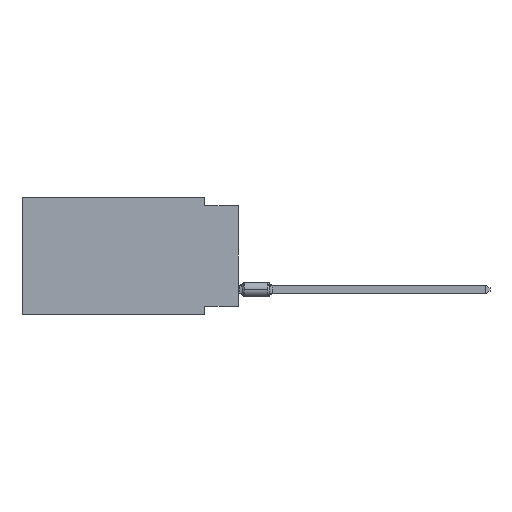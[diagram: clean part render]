
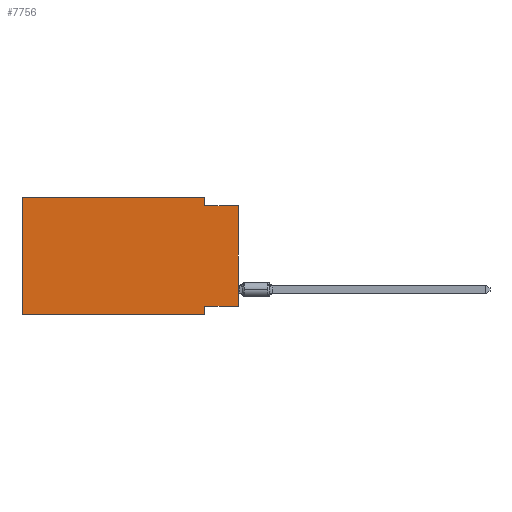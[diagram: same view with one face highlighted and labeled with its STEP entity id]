
A CAD part, left-side view. The second image highlights one B-rep face of the part: STEP entity #7756.
In plain terms, the highlighted planar face has unit normal (-1, 0, 0).
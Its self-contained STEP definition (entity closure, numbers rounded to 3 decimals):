
#220 = CARTESIAN_POINT ( 'NONE',  ( 0., 2.54, -8.89 ) ) ;
#224 = CARTESIAN_POINT ( 'NONE',  ( 0., 0., -0.635 ) ) ;
#475 = DIRECTION ( 'NONE',  ( 0., -1., 0. ) ) ;
#946 = PLANE ( 'NONE',  #2959 ) ;
#1955 = VERTEX_POINT ( 'NONE', #22089 ) ;
#2258 = DIRECTION ( 'NONE',  ( 0., 0., -1. ) ) ;
#2692 = DIRECTION ( 'NONE',  ( 0., 0., 1. ) ) ;
#2939 = LINE ( 'NONE', #12170, #10205 ) ;
#2959 = AXIS2_PLACEMENT_3D ( 'NONE', #28073, #3052, #12294 ) ;
#3052 = DIRECTION ( 'NONE',  ( 1., 0., 0. ) ) ;
#4803 = DIRECTION ( 'NONE',  ( 0., 0., 1. ) ) ;
#5028 = VERTEX_POINT ( 'NONE', #10136 ) ;
#5078 = ORIENTED_EDGE ( 'NONE', *, *, #29507, .F. ) ;
#5161 = LINE ( 'NONE', #28213, #10393 ) ;
#5487 = CARTESIAN_POINT ( 'NONE',  ( 0., 2.54, 0. ) ) ;
#7170 = VERTEX_POINT ( 'NONE', #220 ) ;
#7199 = VERTEX_POINT ( 'NONE', #15814 ) ;
#7385 = EDGE_CURVE ( 'NONE', #13703, #17151, #2939, .T. ) ;
#7503 = VECTOR ( 'NONE', #14818, 1000. ) ;
#7756 = ADVANCED_FACE ( 'NONE', ( #21553 ), #946, .F. ) ;
#9626 = EDGE_CURVE ( 'NONE', #5028, #1955, #20980, .T. ) ;
#10056 = VECTOR ( 'NONE', #2258, 1000. ) ;
#10075 = ORIENTED_EDGE ( 'NONE', *, *, #16259, .T. ) ;
#10087 = VECTOR ( 'NONE', #2692, 1000. ) ;
#10136 = CARTESIAN_POINT ( 'NONE',  ( 0., 2.54, -0.635 ) ) ;
#10205 = VECTOR ( 'NONE', #19302, 1000. ) ;
#10385 = ORIENTED_EDGE ( 'NONE', *, *, #11457, .T. ) ;
#10393 = VECTOR ( 'NONE', #475, 1000. ) ;
#10976 = ORIENTED_EDGE ( 'NONE', *, *, #7385, .F. ) ;
#11457 = EDGE_CURVE ( 'NONE', #7199, #7170, #5161, .T. ) ;
#11751 = LINE ( 'NONE', #29527, #11836 ) ;
#11836 = VECTOR ( 'NONE', #13439, 1000. ) ;
#12170 = CARTESIAN_POINT ( 'NONE',  ( 0., 0., -8.255 ) ) ;
#12294 = DIRECTION ( 'NONE',  ( 0., 0., -1. ) ) ;
#12390 = LINE ( 'NONE', #16472, #10087 ) ;
#12472 = EDGE_CURVE ( 'NONE', #22290, #5028, #21800, .T. ) ;
#13439 = DIRECTION ( 'NONE',  ( 0., -1., 0. ) ) ;
#13703 = VERTEX_POINT ( 'NONE', #24087 ) ;
#14818 = DIRECTION ( 'NONE',  ( 0., 0., -1. ) ) ;
#15542 = ORIENTED_EDGE ( 'NONE', *, *, #12472, .F. ) ;
#15689 = ORIENTED_EDGE ( 'NONE', *, *, #9626, .F. ) ;
#15814 = CARTESIAN_POINT ( 'NONE',  ( 0., 16.383, -8.89 ) ) ;
#16259 = EDGE_CURVE ( 'NONE', #13703, #1955, #12390, .T. ) ;
#16472 = CARTESIAN_POINT ( 'NONE',  ( 0., 0., 0. ) ) ;
#16596 = VERTEX_POINT ( 'NONE', #29657 ) ;
#16639 = CARTESIAN_POINT ( 'NONE',  ( 0., 2.54, 0. ) ) ;
#17151 = VERTEX_POINT ( 'NONE', #25811 ) ;
#18711 = DIRECTION ( 'NONE',  ( 0., -1., 0. ) ) ;
#18947 = ORIENTED_EDGE ( 'NONE', *, *, #21753, .F. ) ;
#19171 = ORIENTED_EDGE ( 'NONE', *, *, #27928, .F. ) ;
#19302 = DIRECTION ( 'NONE',  ( 0., 1., 0. ) ) ;
#20590 = LINE ( 'NONE', #29554, #10056 ) ;
#20980 = LINE ( 'NONE', #224, #22739 ) ;
#21553 = FACE_OUTER_BOUND ( 'NONE', #21792, .T. ) ;
#21753 = EDGE_CURVE ( 'NONE', #7199, #16596, #25586, .T. ) ;
#21792 = EDGE_LOOP ( 'NONE', ( #10075, #15689, #15542, #5078, #18947, #10385, #19171, #10976 ) ) ;
#21800 = LINE ( 'NONE', #16639, #7503 ) ;
#21930 = VECTOR ( 'NONE', #4803, 1000. ) ;
#22089 = CARTESIAN_POINT ( 'NONE',  ( 0., 0., -0.635 ) ) ;
#22290 = VERTEX_POINT ( 'NONE', #5487 ) ;
#22739 = VECTOR ( 'NONE', #18711, 1000. ) ;
#23452 = CARTESIAN_POINT ( 'NONE',  ( 0., 16.383, 0. ) ) ;
#24087 = CARTESIAN_POINT ( 'NONE',  ( 0., 0., -8.255 ) ) ;
#25586 = LINE ( 'NONE', #23452, #21930 ) ;
#25811 = CARTESIAN_POINT ( 'NONE',  ( 0., 2.54, -8.255 ) ) ;
#27928 = EDGE_CURVE ( 'NONE', #17151, #7170, #20590, .T. ) ;
#28073 = CARTESIAN_POINT ( 'NONE',  ( 0., 16.383, 0. ) ) ;
#28213 = CARTESIAN_POINT ( 'NONE',  ( 0., 16.383, -8.89 ) ) ;
#29507 = EDGE_CURVE ( 'NONE', #16596, #22290, #11751, .T. ) ;
#29527 = CARTESIAN_POINT ( 'NONE',  ( 0., 16.383, 0. ) ) ;
#29554 = CARTESIAN_POINT ( 'NONE',  ( 0., 2.54, -8.89 ) ) ;
#29657 = CARTESIAN_POINT ( 'NONE',  ( 0., 16.383, 0. ) ) ;
